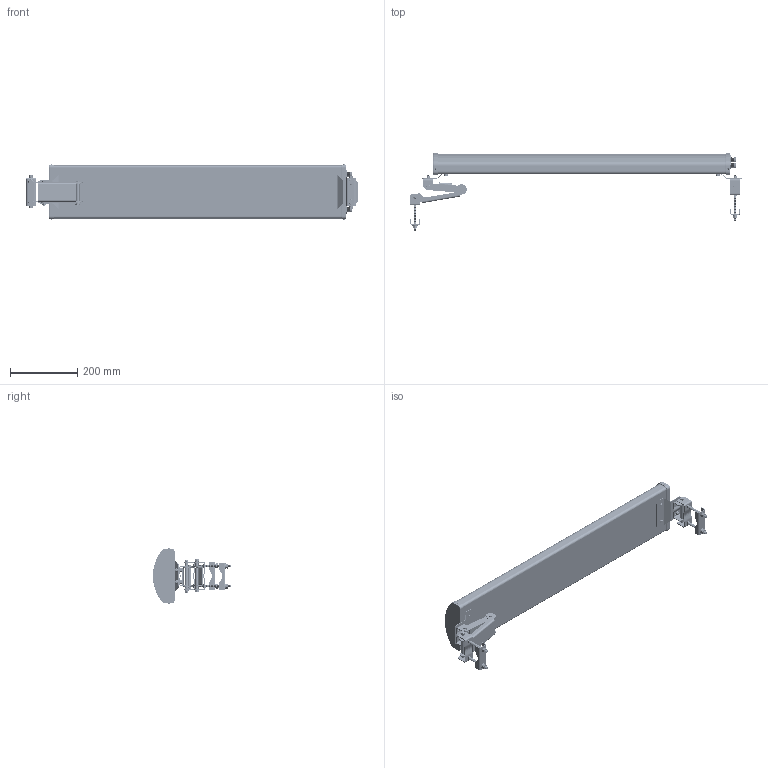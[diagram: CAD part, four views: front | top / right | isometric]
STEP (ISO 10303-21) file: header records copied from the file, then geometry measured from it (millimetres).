
FILE_DESCRIPTION (( 'STEP AP214' ), '1' );
FILE_NAME ('HG5816SXP-090.STEP', '2014-05-08T18:25:44', ( 'L-Com' ), ( 'L-Com Global Connectivity' ), 'SwSTEP 2.0', 'SolidWorks 2014', '' );
FILE_SCHEMA (( 'AUTOMOTIVE_DESIGN' ));
Length unit declared in the file: inch
Products named in the file (7): HG5816SXP-090_Bracket-4; HG5816SXP-090_Bracket-3; HG5816SXP-090_Bracket-2; HG5816SXP-090_Bracket-1; HG5816SXP-090_Bracket; HG5816SXP-090_ANTENNA; HG5816SXP-090
Assembly tree (9 placements, depth 2):
  HG5816SXP-090
    HG5816SXP-090_ANTENNA
    HG5816SXP-090_Bracket  x2
    HG5816SXP-090_Bracket-1
    HG5816SXP-090_Bracket-2
    HG5816SXP-090_Bracket-3  x2
    HG5816SXP-090_Bracket-4  x2
Bounding box: 990.52 x 233.44 x 167.07 mm (x, y, z)
Volume: 7314829.3 mm3; surface area: 541014.3 mm2
Topology: 11 solids, 11 shells, 5801 faces, 12484 edges, 6852 vertices
Faces by surface type: cone 4260, plane 855, cylinder 405, torus 217, bspline 64
Entity records: 134806 total; most frequent: CARTESIAN_POINT 25139, DIRECTION 19412, ORIENTED_EDGE 16928, EDGE_CURVE 8464, AXIS2_PLACEMENT_3D 7536, VERTEX_POINT 4686, VECTOR 4340, LINE 4340
